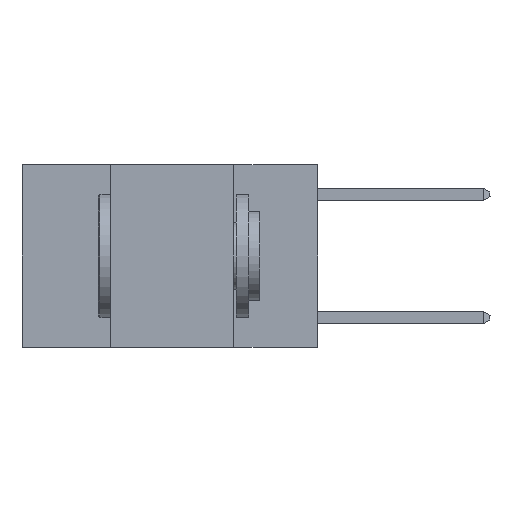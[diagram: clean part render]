
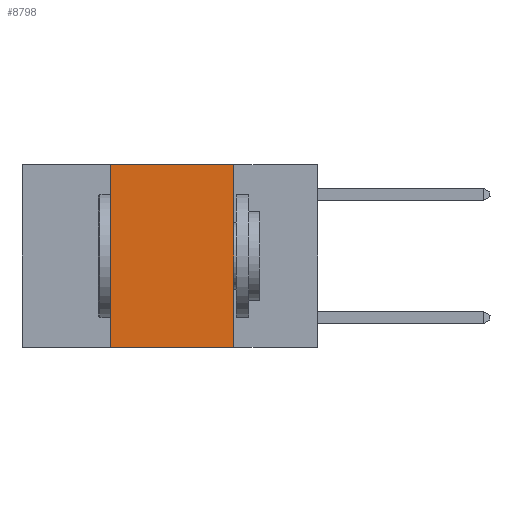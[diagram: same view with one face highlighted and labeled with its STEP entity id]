
A CAD part, left-side view. The second image highlights one B-rep face of the part: STEP entity #8798.
In plain terms, the highlighted planar face has unit normal (-1, 0, 0).
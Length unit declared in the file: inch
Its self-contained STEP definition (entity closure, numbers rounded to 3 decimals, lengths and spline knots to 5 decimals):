
#173 = LINE ( 'NONE', #2818, #11243 ) ;
#584 = DIRECTION ( 'NONE',  ( 0., 0., 1. ) ) ;
#1579 = CARTESIAN_POINT ( 'NONE',  ( 0., 0.17, 0. ) ) ;
#1631 = VERTEX_POINT ( 'NONE', #10981 ) ;
#1827 = VECTOR ( 'NONE', #584, 39.37008 ) ;
#2705 = DIRECTION ( 'NONE',  ( 0., 0., -1. ) ) ;
#2818 = CARTESIAN_POINT ( 'NONE',  ( 0., 0.6, 0. ) ) ;
#2950 = LINE ( 'NONE', #1579, #5251 ) ;
#3305 = AXIS2_PLACEMENT_3D ( 'NONE', #9228, #16669, #2705 ) ;
#3859 = EDGE_LOOP ( 'NONE', ( #10530, #6687, #12627, #16175 ) ) ;
#3926 = CARTESIAN_POINT ( 'NONE',  ( 0., 0.6, -0.37 ) ) ;
#5251 = VECTOR ( 'NONE', #8093, 39.37008 ) ;
#5857 = LINE ( 'NONE', #14810, #1827 ) ;
#6473 = CARTESIAN_POINT ( 'NONE',  ( 0., 0.17, -0.37 ) ) ;
#6530 = CARTESIAN_POINT ( 'NONE',  ( 0., 0.42, 0. ) ) ;
#6687 = ORIENTED_EDGE ( 'NONE', *, *, #14711, .F. ) ;
#7692 = VECTOR ( 'NONE', #12611, 39.37008 ) ;
#8093 = DIRECTION ( 'NONE',  ( 0., 0., -1. ) ) ;
#8798 = ADVANCED_FACE ( 'NONE', ( #11499 ), #12769, .F. ) ;
#8985 = EDGE_CURVE ( 'NONE', #1631, #15665, #2950, .T. ) ;
#9228 = CARTESIAN_POINT ( 'NONE',  ( 0., 0.6, 0. ) ) ;
#9709 = VERTEX_POINT ( 'NONE', #6530 ) ;
#10381 = LINE ( 'NONE', #3926, #7692 ) ;
#10530 = ORIENTED_EDGE ( 'NONE', *, *, #8985, .F. ) ;
#10981 = CARTESIAN_POINT ( 'NONE',  ( 0., 0.17, 0. ) ) ;
#11243 = VECTOR ( 'NONE', #11637, 39.37008 ) ;
#11499 = FACE_OUTER_BOUND ( 'NONE', #3859, .T. ) ;
#11637 = DIRECTION ( 'NONE',  ( 0., -1., 0. ) ) ;
#12611 = DIRECTION ( 'NONE',  ( 0., -1., 0. ) ) ;
#12627 = ORIENTED_EDGE ( 'NONE', *, *, #16579, .F. ) ;
#12692 = EDGE_CURVE ( 'NONE', #13276, #15665, #10381, .T. ) ;
#12769 = PLANE ( 'NONE',  #3305 ) ;
#13276 = VERTEX_POINT ( 'NONE', #13896 ) ;
#13896 = CARTESIAN_POINT ( 'NONE',  ( 0., 0.42, -0.37 ) ) ;
#14711 = EDGE_CURVE ( 'NONE', #9709, #1631, #173, .T. ) ;
#14810 = CARTESIAN_POINT ( 'NONE',  ( 0., 0.42, 0. ) ) ;
#15665 = VERTEX_POINT ( 'NONE', #6473 ) ;
#16175 = ORIENTED_EDGE ( 'NONE', *, *, #12692, .T. ) ;
#16579 = EDGE_CURVE ( 'NONE', #13276, #9709, #5857, .T. ) ;
#16669 = DIRECTION ( 'NONE',  ( 1., 0., 0. ) ) ;
